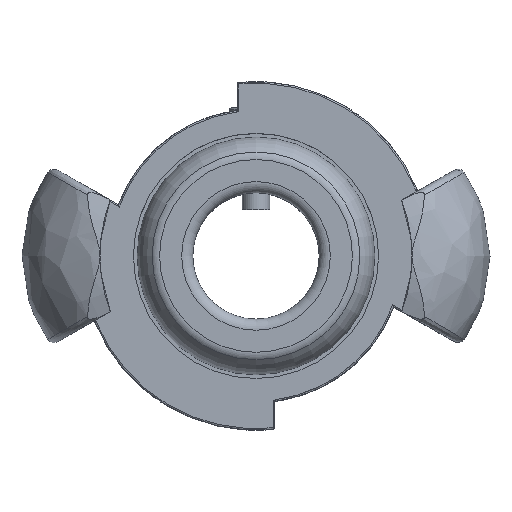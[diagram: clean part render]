
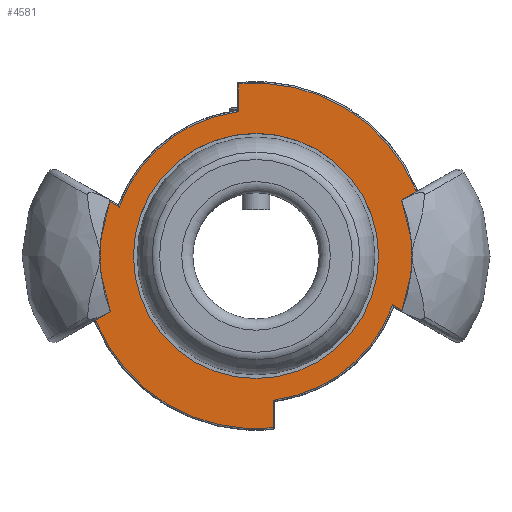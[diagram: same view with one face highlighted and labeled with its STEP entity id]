
A CAD part, top view. The second image highlights one B-rep face of the part: STEP entity #4581.
In plain terms, the highlighted planar face has unit normal (0, 0, 1).
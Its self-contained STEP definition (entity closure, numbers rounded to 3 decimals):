
#182=FACE_BOUND('',#1024,.T.);
#224=PLANE('',#5087);
#757=FACE_OUTER_BOUND('',#1023,.T.);
#1023=EDGE_LOOP('',(#3797,#3798,#3799,#3800,#3801,#3802,#3803,#3804,#3805,
#3806,#3807,#3808,#3809,#3810,#3811,#3812));
#1024=EDGE_LOOP('',(#3813,#3814));
#1160=LINE('',#9047,#1331);
#1173=LINE('',#9193,#1344);
#1176=LINE('',#9226,#1347);
#1177=LINE('',#9250,#1348);
#1190=LINE('',#10262,#1361);
#1192=LINE('',#10288,#1363);
#1331=VECTOR('',#5652,10.);
#1344=VECTOR('',#5697,10.);
#1347=VECTOR('',#5708,10.);
#1348=VECTOR('',#5743,10.);
#1361=VECTOR('',#5834,10.);
#1363=VECTOR('',#5870,10.);
#1542=CIRCLE('',#4941,25.5);
#1544=CIRCLE('',#4950,25.5);
#1548=CIRCLE('',#4960,0.4);
#1550=CIRCLE('',#4963,19.55);
#1555=CIRCLE('',#4969,23.258);
#1558=CIRCLE('',#4973,0.4);
#1580=CIRCLE('',#5016,0.4);
#1582=CIRCLE('',#5019,19.55);
#1587=CIRCLE('',#5025,23.261);
#1590=CIRCLE('',#5029,0.4);
#1614=CIRCLE('',#5077,16.5);
#1615=CIRCLE('',#5078,16.5);
#1889=VERTEX_POINT('',#9025);
#1891=VERTEX_POINT('',#9042);
#1901=VERTEX_POINT('',#9105);
#1908=VERTEX_POINT('',#9162);
#1909=VERTEX_POINT('',#9167);
#1911=VERTEX_POINT('',#9178);
#1914=VERTEX_POINT('',#9219);
#1917=VERTEX_POINT('',#9224);
#1919=VERTEX_POINT('',#9229);
#1920=VERTEX_POINT('',#9237);
#1923=VERTEX_POINT('',#9245);
#1954=VERTEX_POINT('',#10255);
#1957=VERTEX_POINT('',#10260);
#1959=VERTEX_POINT('',#10265);
#1960=VERTEX_POINT('',#10273);
#1963=VERTEX_POINT('',#10281);
#2004=VERTEX_POINT('',#11324);
#2005=VERTEX_POINT('',#11325);
#2433=EDGE_CURVE('',#1891,#1889,#1160,.T.);
#2447=EDGE_CURVE('',#1901,#1891,#1542,.T.);
#2460=EDGE_CURVE('',#1908,#1909,#1544,.T.);
#2465=EDGE_CURVE('',#1909,#1911,#1173,.T.);
#2473=EDGE_CURVE('',#1917,#1914,#1176,.T.);
#2475=EDGE_CURVE('',#1919,#1917,#1548,.T.);
#2477=EDGE_CURVE('',#1919,#1911,#1550,.T.);
#2482=EDGE_CURVE('',#1914,#1920,#1555,.T.);
#2485=EDGE_CURVE('',#1920,#1923,#1558,.T.);
#2486=EDGE_CURVE('',#1923,#1901,#1177,.T.);
#2546=EDGE_CURVE('',#1957,#1954,#1190,.T.);
#2548=EDGE_CURVE('',#1959,#1957,#1580,.T.);
#2550=EDGE_CURVE('',#1959,#1889,#1582,.T.);
#2555=EDGE_CURVE('',#1954,#1960,#1587,.T.);
#2558=EDGE_CURVE('',#1960,#1963,#1590,.T.);
#2560=EDGE_CURVE('',#1963,#1908,#1192,.T.);
#2629=EDGE_CURVE('',#2004,#2005,#1614,.T.);
#2630=EDGE_CURVE('',#2005,#2004,#1615,.T.);
#3797=ORIENTED_EDGE('',*,*,#2433,.F.);
#3798=ORIENTED_EDGE('',*,*,#2447,.F.);
#3799=ORIENTED_EDGE('',*,*,#2486,.F.);
#3800=ORIENTED_EDGE('',*,*,#2485,.F.);
#3801=ORIENTED_EDGE('',*,*,#2482,.F.);
#3802=ORIENTED_EDGE('',*,*,#2473,.F.);
#3803=ORIENTED_EDGE('',*,*,#2475,.F.);
#3804=ORIENTED_EDGE('',*,*,#2477,.T.);
#3805=ORIENTED_EDGE('',*,*,#2465,.F.);
#3806=ORIENTED_EDGE('',*,*,#2460,.F.);
#3807=ORIENTED_EDGE('',*,*,#2560,.F.);
#3808=ORIENTED_EDGE('',*,*,#2558,.F.);
#3809=ORIENTED_EDGE('',*,*,#2555,.F.);
#3810=ORIENTED_EDGE('',*,*,#2546,.F.);
#3811=ORIENTED_EDGE('',*,*,#2548,.F.);
#3812=ORIENTED_EDGE('',*,*,#2550,.T.);
#3813=ORIENTED_EDGE('',*,*,#2629,.T.);
#3814=ORIENTED_EDGE('',*,*,#2630,.T.);
#4581=ADVANCED_FACE('',(#757,#182),#224,.F.);
#4941=AXIS2_PLACEMENT_3D('',#9110,#5665,#5666);
#4950=AXIS2_PLACEMENT_3D('',#9168,#5688,#5689);
#4960=AXIS2_PLACEMENT_3D('',#9231,#5713,#5714);
#4963=AXIS2_PLACEMENT_3D('',#9234,#5719,#5720);
#4969=AXIS2_PLACEMENT_3D('',#9243,#5731,#5732);
#4973=AXIS2_PLACEMENT_3D('',#9248,#5739,#5740);
#5016=AXIS2_PLACEMENT_3D('',#10267,#5839,#5840);
#5019=AXIS2_PLACEMENT_3D('',#10270,#5845,#5846);
#5025=AXIS2_PLACEMENT_3D('',#10279,#5857,#5858);
#5029=AXIS2_PLACEMENT_3D('',#10285,#5865,#5866);
#5077=AXIS2_PLACEMENT_3D('',#11326,#5978,#5979);
#5078=AXIS2_PLACEMENT_3D('',#11327,#5980,#5981);
#5087=AXIS2_PLACEMENT_3D('',#11403,#5999,#6000);
#5652=DIRECTION('',(-0.869,0.496,0.));
#5665=DIRECTION('center_axis',(0.,0.,-1.));
#5666=DIRECTION('ref_axis',(0.,-1.,0.));
#5688=DIRECTION('center_axis',(0.,0.,-1.));
#5689=DIRECTION('ref_axis',(0.,-1.,0.));
#5697=DIRECTION('',(0.869,-0.496,0.));
#5708=DIRECTION('',(0.,1.,0.));
#5713=DIRECTION('center_axis',(0.,0.,1.));
#5714=DIRECTION('ref_axis',(0.753,-0.658,0.));
#5719=DIRECTION('center_axis',(0.,0.,1.));
#5720=DIRECTION('ref_axis',(-1.,0.,0.));
#5731=DIRECTION('center_axis',(0.,0.,-1.));
#5732=DIRECTION('ref_axis',(0.514,0.858,0.));
#5739=DIRECTION('center_axis',(0.,0.,1.));
#5740=DIRECTION('ref_axis',(-0.325,-0.946,0.));
#5743=DIRECTION('',(0.869,0.496,0.));
#5834=DIRECTION('',(0.,-1.,0.));
#5839=DIRECTION('center_axis',(0.,0.,1.));
#5840=DIRECTION('ref_axis',(-0.753,0.658,0.));
#5845=DIRECTION('center_axis',(0.,0.,1.));
#5846=DIRECTION('ref_axis',(-1.,0.,0.));
#5857=DIRECTION('center_axis',(0.,0.,-1.));
#5858=DIRECTION('ref_axis',(-0.514,-0.858,0.));
#5865=DIRECTION('center_axis',(0.,0.,1.));
#5866=DIRECTION('ref_axis',(0.325,0.946,0.));
#5870=DIRECTION('',(-0.869,-0.496,0.));
#5978=DIRECTION('center_axis',(0.,0.,-1.));
#5979=DIRECTION('ref_axis',(1.,0.,0.));
#5980=DIRECTION('center_axis',(0.,0.,-1.));
#5981=DIRECTION('ref_axis',(1.,0.,0.));
#5999=DIRECTION('center_axis',(0.,0.,-1.));
#6000=DIRECTION('ref_axis',(-1.,0.,0.));
#9025=CARTESIAN_POINT('',(18.409,-6.581,1.162));
#9042=CARTESIAN_POINT('',(23.638,-9.566,1.162));
#9047=CARTESIAN_POINT('',(17.389,-5.999,1.162));
#9105=CARTESIAN_POINT('',(23.638,9.566,1.162));
#9110=CARTESIAN_POINT('Origin',(0.,0.,1.162));
#9162=CARTESIAN_POINT('',(-23.638,-9.566,1.162));
#9167=CARTESIAN_POINT('',(-23.638,9.566,1.162));
#9168=CARTESIAN_POINT('Origin',(0.,0.,1.162));
#9178=CARTESIAN_POINT('',(-18.409,6.581,1.162));
#9193=CARTESIAN_POINT('',(-11.9,2.867,1.162));
#9219=CARTESIAN_POINT('',(-2.3,23.144,1.162));
#9224=CARTESIAN_POINT('',(-2.3,19.766,1.162));
#9226=CARTESIAN_POINT('',(-2.3,-6.375,1.162));
#9229=CARTESIAN_POINT('',(-2.646,19.37,1.162));
#9231=CARTESIAN_POINT('Origin',(-2.7,19.766,1.162));
#9234=CARTESIAN_POINT('Origin',(0.,0.,1.162));
#9237=CARTESIAN_POINT('',(21.502,8.866,1.162));
#9243=CARTESIAN_POINT('Origin',(0.,0.,1.162));
#9245=CARTESIAN_POINT('',(22.07,8.671,1.162));
#9248=CARTESIAN_POINT('Origin',(21.872,9.018,1.162));
#9250=CARTESIAN_POINT('',(7.408,0.303,1.162));
#10255=CARTESIAN_POINT('',(2.3,-23.147,1.162));
#10260=CARTESIAN_POINT('',(2.3,-19.766,1.162));
#10262=CARTESIAN_POINT('',(2.3,-6.375,1.162));
#10265=CARTESIAN_POINT('',(2.646,-19.37,1.162));
#10267=CARTESIAN_POINT('Origin',(2.7,-19.766,1.162));
#10270=CARTESIAN_POINT('Origin',(0.,0.,1.162));
#10273=CARTESIAN_POINT('',(-21.505,-8.867,1.162));
#10279=CARTESIAN_POINT('Origin',(0.,0.,1.162));
#10281=CARTESIAN_POINT('',(-22.073,-8.672,1.162));
#10285=CARTESIAN_POINT('Origin',(-21.874,-9.02,1.162));
#10288=CARTESIAN_POINT('',(-12.897,-3.435,1.162));
#11324=CARTESIAN_POINT('',(16.5,0.,1.162));
#11325=CARTESIAN_POINT('',(-16.5,0.,1.162));
#11326=CARTESIAN_POINT('Origin',(0.,0.,1.162));
#11327=CARTESIAN_POINT('Origin',(0.,0.,1.162));
#11403=CARTESIAN_POINT('Origin',(0.,-12.75,1.162));
